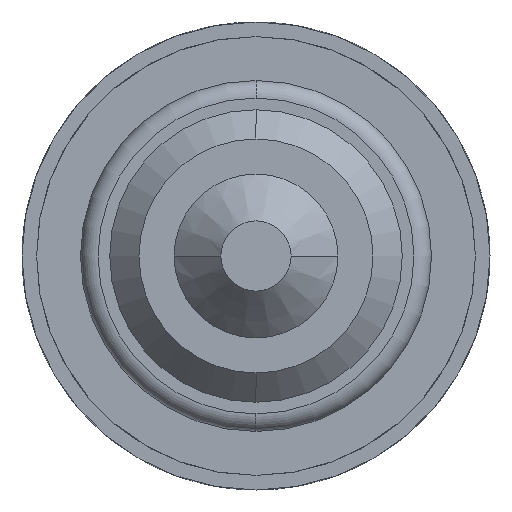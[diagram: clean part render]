
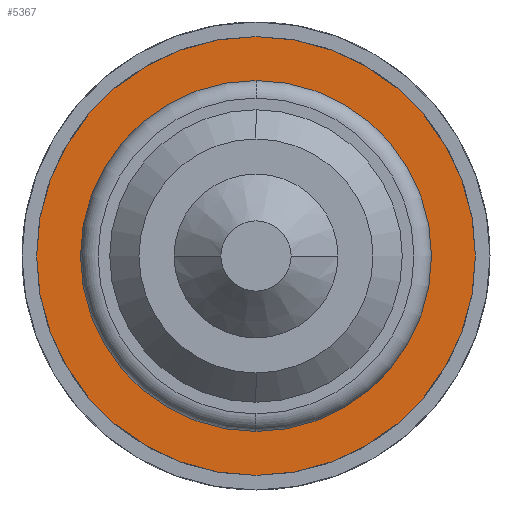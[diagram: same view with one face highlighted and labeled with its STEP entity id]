
A CAD part, front view. The second image highlights one B-rep face of the part: STEP entity #5367.
In plain terms, the highlighted planar face has unit normal (0, -1, 0).
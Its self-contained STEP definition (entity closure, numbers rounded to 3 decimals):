
#5 = ORIENTED_EDGE ( 'NONE', *, *, #4966, .F. ) ;
#46 = AXIS2_PLACEMENT_3D ( 'NONE', #826, #3120, #1284 ) ;
#119 = CARTESIAN_POINT ( 'NONE',  ( 0., 20., 0. ) ) ;
#312 = FACE_OUTER_BOUND ( 'NONE', #5707, .T. ) ;
#379 = CARTESIAN_POINT ( 'NONE',  ( 1.5, 20., 0. ) ) ;
#402 = CARTESIAN_POINT ( 'NONE',  ( 0., 20., 1.875 ) ) ;
#669 = FACE_BOUND ( 'NONE', #2234, .T. ) ;
#759 = CIRCLE ( 'NONE', #2503, 1.5 ) ;
#774 = VERTEX_POINT ( 'NONE', #402 ) ;
#823 = PLANE ( 'NONE',  #2602 ) ;
#826 = CARTESIAN_POINT ( 'NONE',  ( 0., 20., 0. ) ) ;
#993 = DIRECTION ( 'NONE',  ( 0., 0., -1. ) ) ;
#1149 = CARTESIAN_POINT ( 'NONE',  ( 0., 20., -1.5 ) ) ;
#1284 = DIRECTION ( 'NONE',  ( 0., 0., -1. ) ) ;
#1935 = CARTESIAN_POINT ( 'NONE',  ( 0., 20., 0. ) ) ;
#1956 = DIRECTION ( 'NONE',  ( 0., -1., 0. ) ) ;
#2234 = EDGE_LOOP ( 'NONE', ( #5, #2324 ) ) ;
#2323 = DIRECTION ( 'NONE',  ( 0., -1., 0. ) ) ;
#2324 = ORIENTED_EDGE ( 'NONE', *, *, #3058, .F. ) ;
#2503 = AXIS2_PLACEMENT_3D ( 'NONE', #1935, #5497, #993 ) ;
#2506 = CIRCLE ( 'NONE', #3482, 1.875 ) ;
#2602 = AXIS2_PLACEMENT_3D ( 'NONE', #379, #3511, #4873 ) ;
#2993 = CIRCLE ( 'NONE', #46, 1.875 ) ;
#3057 = ORIENTED_EDGE ( 'NONE', *, *, #4280, .T. ) ;
#3058 = EDGE_CURVE ( 'Defeature ausgef�hrt2_4+Defeature ausgef�hrt2_5+Defeature ausgef�hrt2_5+Defeature ausgef�hrt2_5', #5057, #3510, #759, .T. ) ;
#3120 = DIRECTION ( 'NONE',  ( 0., -1., 0. ) ) ;
#3209 = DIRECTION ( 'NONE',  ( 0., 0., -1. ) ) ;
#3264 = CARTESIAN_POINT ( 'NONE',  ( 0., 20., 0. ) ) ;
#3323 = CIRCLE ( 'NONE', #4117, 1.5 ) ;
#3326 = ORIENTED_EDGE ( 'NONE', *, *, #3709, .T. ) ;
#3365 = CARTESIAN_POINT ( 'NONE',  ( 0., 20., 1.5 ) ) ;
#3482 = AXIS2_PLACEMENT_3D ( 'NONE', #3264, #1956, #5536 ) ;
#3510 = VERTEX_POINT ( 'NONE', #1149 ) ;
#3511 = DIRECTION ( 'NONE',  ( 0., -1., 0. ) ) ;
#3709 = EDGE_CURVE ( 'Defeature ausgef�hrt2_5+Defeature ausgef�hrt2_6+Defeature ausgef�hrt2_6+Defeature ausgef�hrt2_6', #3764, #774, #2506, .T. ) ;
#3764 = VERTEX_POINT ( 'NONE', #4451 ) ;
#4117 = AXIS2_PLACEMENT_3D ( 'NONE', #119, #2323, #3209 ) ;
#4280 = EDGE_CURVE ( 'Defeature ausgef�hrt2_5+Defeature ausgef�hrt2_6+Defeature ausgef�hrt2_6+Defeature ausgef�hrt2_6', #774, #3764, #2993, .T. ) ;
#4451 = CARTESIAN_POINT ( 'NONE',  ( 0., 20., -1.875 ) ) ;
#4873 = DIRECTION ( 'NONE',  ( 0., 0., -1. ) ) ;
#4966 = EDGE_CURVE ( 'Defeature ausgef�hrt2_4+Defeature ausgef�hrt2_5+Defeature ausgef�hrt2_5+Defeature ausgef�hrt2_5', #3510, #5057, #3323, .T. ) ;
#5057 = VERTEX_POINT ( 'NONE', #3365 ) ;
#5367 = ADVANCED_FACE ( 'Defeature ausgef�hrt2_5', ( #312, #669 ), #823, .T. ) ;
#5497 = DIRECTION ( 'NONE',  ( 0., -1., 0. ) ) ;
#5536 = DIRECTION ( 'NONE',  ( 0., 0., -1. ) ) ;
#5707 = EDGE_LOOP ( 'NONE', ( #3326, #3057 ) ) ;
